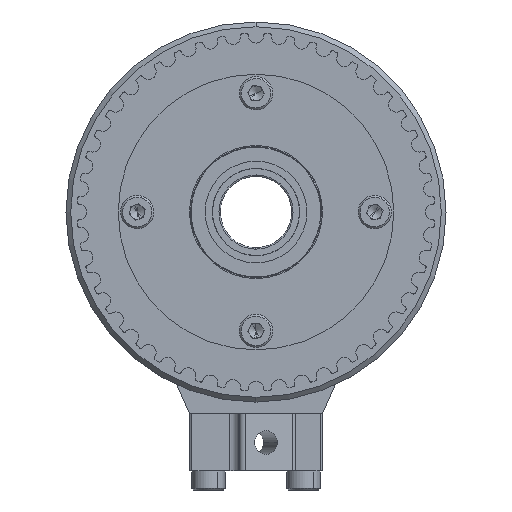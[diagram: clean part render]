
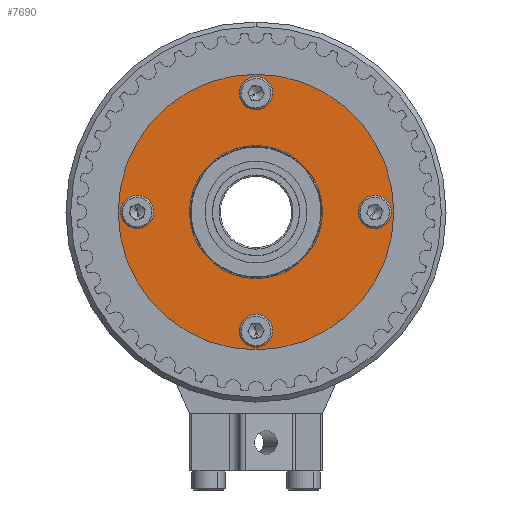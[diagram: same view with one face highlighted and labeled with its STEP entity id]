
A CAD part, front view. The second image highlights one B-rep face of the part: STEP entity #7690.
In plain terms, the highlighted planar face has unit normal (0, -1, 0).
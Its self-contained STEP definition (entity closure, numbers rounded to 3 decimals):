
#40 = CARTESIAN_POINT ( 'NONE',  ( 25., 0., 0. ) ) ;
#56 = DIRECTION ( 'NONE',  ( 0., 0., 1. ) ) ;
#224 = AXIS2_PLACEMENT_3D ( 'NONE', #11134, #6079, #19240 ) ;
#468 = CIRCLE ( 'NONE', #15583, 1.65 ) ;
#481 = DIRECTION ( 'NONE',  ( 0., 0., 1. ) ) ;
#485 = VERTEX_POINT ( 'NONE', #7861 ) ;
#630 = DIRECTION ( 'NONE',  ( 0., 1., 0. ) ) ;
#857 = CIRCLE ( 'NONE', #13643, 1.65 ) ;
#980 = CARTESIAN_POINT ( 'NONE',  ( 0., 0., 0. ) ) ;
#1026 = CARTESIAN_POINT ( 'NONE',  ( 0., 0., 14. ) ) ;
#1036 = DIRECTION ( 'NONE',  ( 0., 0., 1. ) ) ;
#1126 = AXIS2_PLACEMENT_3D ( 'NONE', #20505, #15640, #4279 ) ;
#1146 = ORIENTED_EDGE ( 'NONE', *, *, #14642, .T. ) ;
#1168 = ORIENTED_EDGE ( 'NONE', *, *, #2394, .T. ) ;
#1292 = ORIENTED_EDGE ( 'NONE', *, *, #11512, .F. ) ;
#1309 = ORIENTED_EDGE ( 'NONE', *, *, #10346, .T. ) ;
#1558 = DIRECTION ( 'NONE',  ( 0., 1., 0. ) ) ;
#1576 = VERTEX_POINT ( 'NONE', #2121 ) ;
#1693 = PLANE ( 'NONE',  #17300 ) ;
#1855 = VERTEX_POINT ( 'NONE', #20633 ) ;
#2014 = VERTEX_POINT ( 'NONE', #6727 ) ;
#2121 = CARTESIAN_POINT ( 'NONE',  ( -25., 0., 1.65 ) ) ;
#2213 = DIRECTION ( 'NONE',  ( 0., 0., 1. ) ) ;
#2288 = EDGE_CURVE ( 'NONE', #2014, #485, #19370, .T. ) ;
#2394 = EDGE_CURVE ( 'NONE', #16291, #17673, #857, .T. ) ;
#2462 = DIRECTION ( 'NONE',  ( 0., 1., 0. ) ) ;
#2862 = CARTESIAN_POINT ( 'NONE',  ( 0., 0., 0. ) ) ;
#3161 = CIRCLE ( 'NONE', #5169, 1.65 ) ;
#3296 = CIRCLE ( 'NONE', #7310, 1.65 ) ;
#3326 = DIRECTION ( 'NONE',  ( 0., 1., 0. ) ) ;
#3436 = EDGE_CURVE ( 'NONE', #17673, #16291, #468, .T. ) ;
#3691 = EDGE_LOOP ( 'NONE', ( #16828, #1146 ) ) ;
#4093 = ORIENTED_EDGE ( 'NONE', *, *, #6491, .F. ) ;
#4279 = DIRECTION ( 'NONE',  ( 0., 0., 1. ) ) ;
#4360 = ORIENTED_EDGE ( 'NONE', *, *, #9120, .T. ) ;
#4836 = FACE_BOUND ( 'NONE', #11267, .T. ) ;
#4963 = CARTESIAN_POINT ( 'NONE',  ( 0., 0., 29. ) ) ;
#5169 = AXIS2_PLACEMENT_3D ( 'NONE', #9544, #1558, #17655 ) ;
#5188 = VERTEX_POINT ( 'NONE', #12177 ) ;
#5359 = CARTESIAN_POINT ( 'NONE',  ( 0., 0., 0. ) ) ;
#5695 = ORIENTED_EDGE ( 'NONE', *, *, #12531, .T. ) ;
#5835 = EDGE_LOOP ( 'NONE', ( #4093, #1292 ) ) ;
#6070 = VERTEX_POINT ( 'NONE', #12554 ) ;
#6079 = DIRECTION ( 'NONE',  ( 0., 1., 0. ) ) ;
#6422 = FACE_BOUND ( 'NONE', #14180, .T. ) ;
#6451 = ORIENTED_EDGE ( 'NONE', *, *, #2288, .T. ) ;
#6491 = EDGE_CURVE ( 'NONE', #14827, #16094, #20402, .T. ) ;
#6727 = CARTESIAN_POINT ( 'NONE',  ( 25., 0., -1.65 ) ) ;
#6775 = DIRECTION ( 'NONE',  ( 0., 1., 0. ) ) ;
#6794 = AXIS2_PLACEMENT_3D ( 'NONE', #2862, #7703, #14127 ) ;
#6831 = CIRCLE ( 'NONE', #1126, 1.65 ) ;
#6990 = DIRECTION ( 'NONE',  ( 0., 0., 1. ) ) ;
#7310 = AXIS2_PLACEMENT_3D ( 'NONE', #10060, #2462, #19746 ) ;
#7690 = ADVANCED_FACE ( 'NONE', ( #12842, #6422, #4836, #9687, #16110, #13052 ), #1693, .F. ) ;
#7703 = DIRECTION ( 'NONE',  ( 0., 1., 0. ) ) ;
#7861 = CARTESIAN_POINT ( 'NONE',  ( 25., 0., 1.65 ) ) ;
#8102 = CARTESIAN_POINT ( 'NONE',  ( 0., 0., 0. ) ) ;
#8288 = DIRECTION ( 'NONE',  ( 0., 0., 1. ) ) ;
#8643 = AXIS2_PLACEMENT_3D ( 'NONE', #17870, #17981, #8288 ) ;
#8699 = CARTESIAN_POINT ( 'NONE',  ( 0., 0., -29. ) ) ;
#9120 = EDGE_CURVE ( 'NONE', #5188, #1576, #9639, .T. ) ;
#9125 = CARTESIAN_POINT ( 'NONE',  ( 0., 0., 26.65 ) ) ;
#9221 = VERTEX_POINT ( 'NONE', #16293 ) ;
#9544 = CARTESIAN_POINT ( 'NONE',  ( -25., 0., 0. ) ) ;
#9639 = CIRCLE ( 'NONE', #224, 1.65 ) ;
#9687 = FACE_BOUND ( 'NONE', #17082, .T. ) ;
#9737 = DIRECTION ( 'NONE',  ( 0., 0., 1. ) ) ;
#9829 = CARTESIAN_POINT ( 'NONE',  ( 0., 0., 25. ) ) ;
#9843 = ORIENTED_EDGE ( 'NONE', *, *, #16441, .T. ) ;
#10060 = CARTESIAN_POINT ( 'NONE',  ( 25., 0., 0. ) ) ;
#10163 = CIRCLE ( 'NONE', #6794, 14. ) ;
#10195 = CARTESIAN_POINT ( 'NONE',  ( 0., 0., 25. ) ) ;
#10230 = AXIS2_PLACEMENT_3D ( 'NONE', #19540, #18180, #481 ) ;
#10291 = AXIS2_PLACEMENT_3D ( 'NONE', #40, #3326, #9737 ) ;
#10346 = EDGE_CURVE ( 'NONE', #1855, #20722, #10163, .T. ) ;
#10369 = CIRCLE ( 'NONE', #19787, 14. ) ;
#11134 = CARTESIAN_POINT ( 'NONE',  ( -25., 0., 0. ) ) ;
#11267 = EDGE_LOOP ( 'NONE', ( #1168, #11843 ) ) ;
#11512 = EDGE_CURVE ( 'NONE', #16094, #14827, #19282, .T. ) ;
#11843 = ORIENTED_EDGE ( 'NONE', *, *, #3436, .T. ) ;
#11985 = EDGE_LOOP ( 'NONE', ( #1309, #12081 ) ) ;
#12081 = ORIENTED_EDGE ( 'NONE', *, *, #19268, .T. ) ;
#12177 = CARTESIAN_POINT ( 'NONE',  ( -25., 0., -1.65 ) ) ;
#12531 = EDGE_CURVE ( 'NONE', #485, #2014, #3296, .T. ) ;
#12554 = CARTESIAN_POINT ( 'NONE',  ( 0., 0., -26.65 ) ) ;
#12842 = FACE_BOUND ( 'NONE', #3691, .T. ) ;
#12896 = AXIS2_PLACEMENT_3D ( 'NONE', #980, #13803, #20230 ) ;
#13052 = FACE_BOUND ( 'NONE', #11985, .T. ) ;
#13643 = AXIS2_PLACEMENT_3D ( 'NONE', #9829, #6775, #6990 ) ;
#13803 = DIRECTION ( 'NONE',  ( 0., 1., 0. ) ) ;
#14113 = CARTESIAN_POINT ( 'NONE',  ( 0., 0., 23.35 ) ) ;
#14127 = DIRECTION ( 'NONE',  ( 0., 0., 1. ) ) ;
#14180 = EDGE_LOOP ( 'NONE', ( #5695, #6451 ) ) ;
#14533 = DIRECTION ( 'NONE',  ( 0., 1., 0. ) ) ;
#14642 = EDGE_CURVE ( 'NONE', #6070, #9221, #16629, .T. ) ;
#14827 = VERTEX_POINT ( 'NONE', #8699 ) ;
#15583 = AXIS2_PLACEMENT_3D ( 'NONE', #10195, #16626, #2213 ) ;
#15640 = DIRECTION ( 'NONE',  ( 0., 1., 0. ) ) ;
#16094 = VERTEX_POINT ( 'NONE', #4963 ) ;
#16110 = FACE_OUTER_BOUND ( 'NONE', #5835, .T. ) ;
#16264 = EDGE_CURVE ( 'NONE', #9221, #6070, #6831, .T. ) ;
#16291 = VERTEX_POINT ( 'NONE', #9125 ) ;
#16293 = CARTESIAN_POINT ( 'NONE',  ( 0., 0., -23.35 ) ) ;
#16441 = EDGE_CURVE ( 'NONE', #1576, #5188, #3161, .T. ) ;
#16626 = DIRECTION ( 'NONE',  ( 0., 1., 0. ) ) ;
#16629 = CIRCLE ( 'NONE', #10230, 1.65 ) ;
#16828 = ORIENTED_EDGE ( 'NONE', *, *, #16264, .T. ) ;
#17082 = EDGE_LOOP ( 'NONE', ( #9843, #4360 ) ) ;
#17300 = AXIS2_PLACEMENT_3D ( 'NONE', #8102, #14533, #56 ) ;
#17655 = DIRECTION ( 'NONE',  ( 0., 0., 1. ) ) ;
#17673 = VERTEX_POINT ( 'NONE', #14113 ) ;
#17870 = CARTESIAN_POINT ( 'NONE',  ( 0., 0., 0. ) ) ;
#17981 = DIRECTION ( 'NONE',  ( 0., 1., 0. ) ) ;
#18180 = DIRECTION ( 'NONE',  ( 0., 1., 0. ) ) ;
#19240 = DIRECTION ( 'NONE',  ( 0., 0., 1. ) ) ;
#19268 = EDGE_CURVE ( 'NONE', #20722, #1855, #10369, .T. ) ;
#19282 = CIRCLE ( 'NONE', #12896, 29. ) ;
#19370 = CIRCLE ( 'NONE', #10291, 1.65 ) ;
#19540 = CARTESIAN_POINT ( 'NONE',  ( 0., 0., -25. ) ) ;
#19746 = DIRECTION ( 'NONE',  ( 0., 0., 1. ) ) ;
#19787 = AXIS2_PLACEMENT_3D ( 'NONE', #5359, #630, #1036 ) ;
#20230 = DIRECTION ( 'NONE',  ( 0., 0., 1. ) ) ;
#20402 = CIRCLE ( 'NONE', #8643, 29. ) ;
#20505 = CARTESIAN_POINT ( 'NONE',  ( 0., 0., -25. ) ) ;
#20633 = CARTESIAN_POINT ( 'NONE',  ( 0., 0., -14. ) ) ;
#20722 = VERTEX_POINT ( 'NONE', #1026 ) ;
